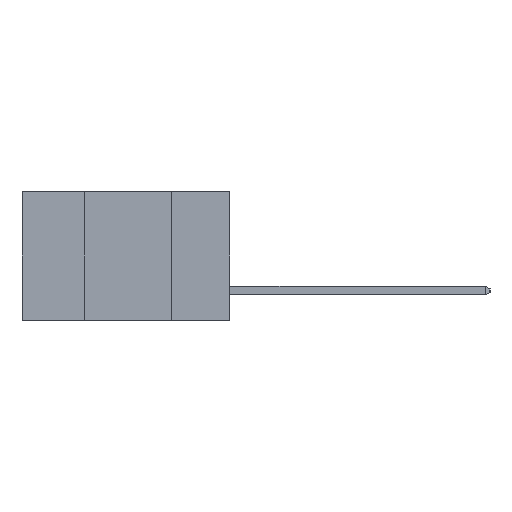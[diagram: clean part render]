
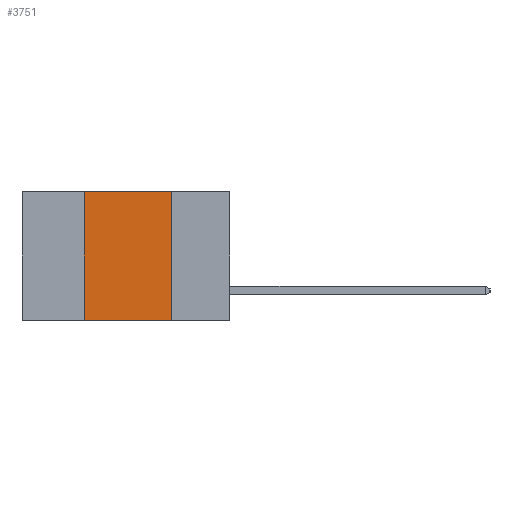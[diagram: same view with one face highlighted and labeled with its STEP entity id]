
A CAD part, left-side view. The second image highlights one B-rep face of the part: STEP entity #3751.
In plain terms, the highlighted planar face has unit normal (-1, 0, 0).
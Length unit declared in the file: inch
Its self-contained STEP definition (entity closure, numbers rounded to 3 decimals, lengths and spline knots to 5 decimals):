
#262 = VECTOR ( 'NONE', #20446, 39.37008 ) ;
#1293 = EDGE_CURVE ( 'NONE', #21954, #5886, #9097, .T. ) ;
#1422 = VECTOR ( 'NONE', #14477, 39.37008 ) ;
#2578 = EDGE_CURVE ( 'NONE', #5886, #8603, #23624, .T. ) ;
#2673 = ORIENTED_EDGE ( 'NONE', *, *, #8874, .F. ) ;
#3751 = ADVANCED_FACE ( 'NONE', ( #14371 ), #13157, .F. ) ;
#3872 = ORIENTED_EDGE ( 'NONE', *, *, #1293, .F. ) ;
#4302 = DIRECTION ( 'NONE',  ( 0., -1., 0. ) ) ;
#5020 = AXIS2_PLACEMENT_3D ( 'NONE', #12859, #12857, #12790 ) ;
#5547 = CARTESIAN_POINT ( 'NONE',  ( 0., 0.42, -0.37 ) ) ;
#5886 = VERTEX_POINT ( 'NONE', #14379 ) ;
#6441 = LINE ( 'NONE', #14642, #1422 ) ;
#6642 = CARTESIAN_POINT ( 'NONE',  ( 0., 0.6, 0. ) ) ;
#7688 = ORIENTED_EDGE ( 'NONE', *, *, #2578, .F. ) ;
#8603 = VERTEX_POINT ( 'NONE', #20884 ) ;
#8851 = ORIENTED_EDGE ( 'NONE', *, *, #17800, .T. ) ;
#8874 = EDGE_CURVE ( 'NONE', #8603, #12663, #6441, .T. ) ;
#8879 = VECTOR ( 'NONE', #4302, 39.37008 ) ;
#9097 = LINE ( 'NONE', #20463, #262 ) ;
#12663 = VERTEX_POINT ( 'NONE', #13088 ) ;
#12790 = DIRECTION ( 'NONE',  ( 0., 0., -1. ) ) ;
#12857 = DIRECTION ( 'NONE',  ( 1., 0., 0. ) ) ;
#12859 = CARTESIAN_POINT ( 'NONE',  ( 0., 0.6, 0. ) ) ;
#13088 = CARTESIAN_POINT ( 'NONE',  ( 0., 0.17, -0.37 ) ) ;
#13157 = PLANE ( 'NONE',  #5020 ) ;
#14036 = VECTOR ( 'NONE', #23479, 39.37008 ) ;
#14371 = FACE_OUTER_BOUND ( 'NONE', #15509, .T. ) ;
#14379 = CARTESIAN_POINT ( 'NONE',  ( 0., 0.42, 0. ) ) ;
#14477 = DIRECTION ( 'NONE',  ( 0., 0., -1. ) ) ;
#14642 = CARTESIAN_POINT ( 'NONE',  ( 0., 0.17, -0.37 ) ) ;
#15090 = LINE ( 'NONE', #19103, #8879 ) ;
#15509 = EDGE_LOOP ( 'NONE', ( #2673, #7688, #3872, #8851 ) ) ;
#17800 = EDGE_CURVE ( 'NONE', #21954, #12663, #15090, .T. ) ;
#19103 = CARTESIAN_POINT ( 'NONE',  ( 0., 0.6, -0.37 ) ) ;
#20446 = DIRECTION ( 'NONE',  ( 0., 0., 1. ) ) ;
#20463 = CARTESIAN_POINT ( 'NONE',  ( 0., 0.42, -0.37 ) ) ;
#20884 = CARTESIAN_POINT ( 'NONE',  ( 0., 0.17, 0. ) ) ;
#21954 = VERTEX_POINT ( 'NONE', #5547 ) ;
#23479 = DIRECTION ( 'NONE',  ( 0., -1., 0. ) ) ;
#23624 = LINE ( 'NONE', #6642, #14036 ) ;
